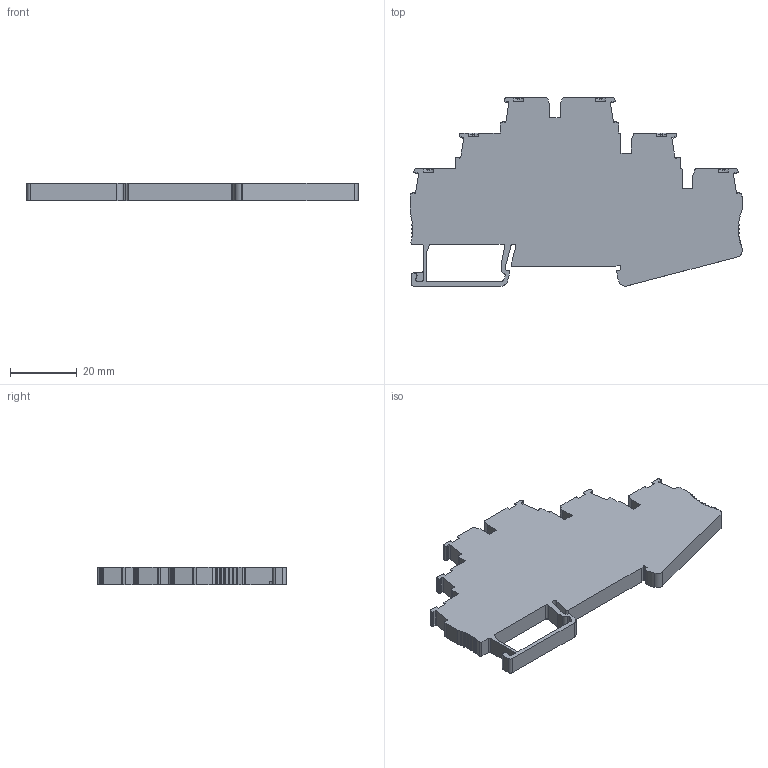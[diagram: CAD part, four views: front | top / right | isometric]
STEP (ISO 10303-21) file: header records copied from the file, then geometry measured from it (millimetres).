
FILE_DESCRIPTION((''),'2;1');
FILE_NAME('8YB759055','2021-04-21T',('Administrator'),(''),'PRO/ENGINEER BY PARAMETRIC TECHNOLOGY CORPORATION, 2013230','PRO/ENGINEER BY PARAMETRIC TECHNOLOGY CORPORATION, 2013230','');
FILE_SCHEMA(('CONFIG_CONTROL_DESIGN'));
Length unit declared in the file: millimetre
Products named in the file (1): 8YB759055
Bounding box: 99.54 x 56.5 x 5.2 mm (x, y, z)
Volume: 19421.1 mm3; surface area: 10083.5 mm2
Topology: 1 solids, 1 shells, 349 faces, 984 edges, 644 vertices
Faces by surface type: plane 220, cylinder 117, torus 12
Entity records: 11303 total; most frequent: CARTESIAN_POINT 2049, ORIENTED_EDGE 1968, DIRECTION 1905, EDGE_CURVE 984, VECTOR 713, LINE 713, VERTEX_POINT 644, AXIS2_PLACEMENT_3D 596
